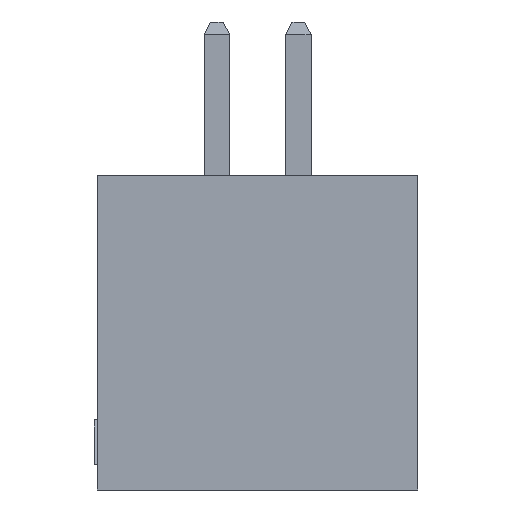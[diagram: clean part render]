
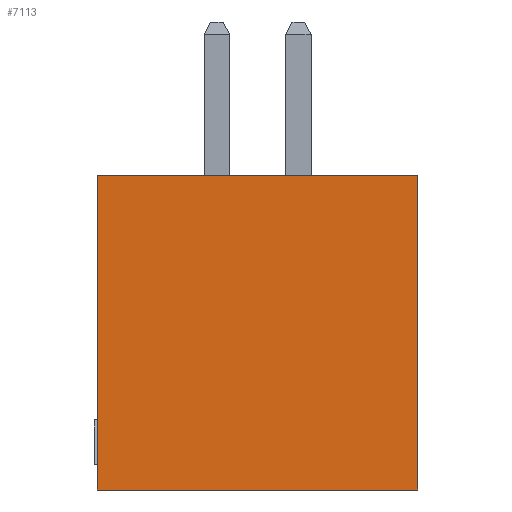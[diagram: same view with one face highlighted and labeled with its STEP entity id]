
A CAD part, front view. The second image highlights one B-rep face of the part: STEP entity #7113.
In plain terms, the highlighted planar face has unit normal (0, -1, 0).
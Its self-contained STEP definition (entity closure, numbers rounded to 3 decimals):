
#2=DIRECTION('',(0.,0.,1.));
#3=VECTOR('',#2,4.9);
#4=CARTESIAN_POINT('',(-2.5,-19.05,-2.45));
#5=LINE('',#4,#3);
#6=DIRECTION('',(1.,0.,0.));
#7=VECTOR('',#6,5.);
#8=CARTESIAN_POINT('',(-2.5,-19.05,2.45));
#9=LINE('',#8,#7);
#10=DIRECTION('',(0.,0.,-1.));
#11=VECTOR('',#10,4.9);
#12=CARTESIAN_POINT('',(2.5,-19.05,2.45));
#13=LINE('',#12,#11);
#42=DIRECTION('',(1.,0.,0.));
#43=VECTOR('',#42,5.);
#44=CARTESIAN_POINT('',(-2.5,-19.05,-2.45));
#45=LINE('',#44,#43);
#5426=CARTESIAN_POINT('',(-2.5,-19.05,-2.45));
#5427=CARTESIAN_POINT('',(-2.5,-19.05,2.45));
#5428=VERTEX_POINT('',#5426);
#5429=VERTEX_POINT('',#5427);
#5430=CARTESIAN_POINT('',(2.5,-19.05,2.45));
#5431=VERTEX_POINT('',#5430);
#5432=CARTESIAN_POINT('',(2.5,-19.05,-2.45));
#5433=VERTEX_POINT('',#5432);
#7098=CARTESIAN_POINT('',(0.,-19.05,0.));
#7099=DIRECTION('',(0.,1.,0.));
#7100=DIRECTION('',(1.,0.,0.));
#7101=AXIS2_PLACEMENT_3D('',#7098,#7099,#7100);
#7102=PLANE('',#7101);
#7104=ORIENTED_EDGE('',*,*,#7103,.F.);
#7106=ORIENTED_EDGE('',*,*,#7105,.T.);
#7108=ORIENTED_EDGE('',*,*,#7107,.T.);
#7110=ORIENTED_EDGE('',*,*,#7109,.T.);
#7111=EDGE_LOOP('',(#7104,#7106,#7108,#7110));
#7112=FACE_OUTER_BOUND('',#7111,.F.);
#7113=ADVANCED_FACE('',(#7112),#7102,.F.);
#7103=EDGE_CURVE('',#5428,#5433,#45,.T.);
#7105=EDGE_CURVE('',#5428,#5429,#5,.T.);
#7107=EDGE_CURVE('',#5429,#5431,#9,.T.);
#7109=EDGE_CURVE('',#5431,#5433,#13,.T.);
